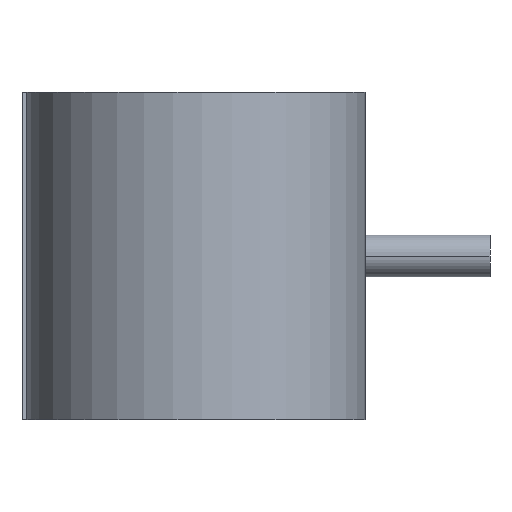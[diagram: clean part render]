
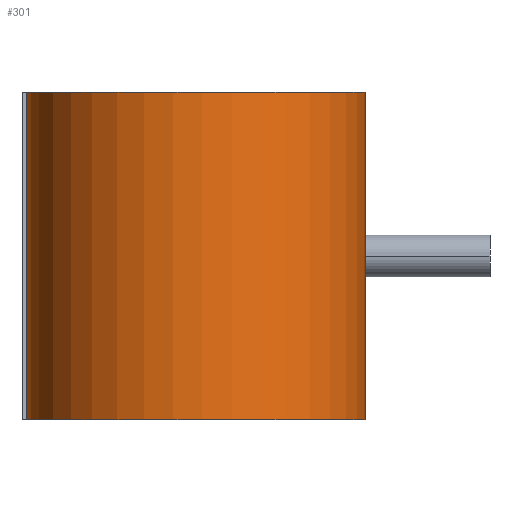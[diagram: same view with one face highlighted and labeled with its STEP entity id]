
A CAD part, front view. The second image highlights one B-rep face of the part: STEP entity #301.
In plain terms, the highlighted cylindrical face has radius 129.267 mm (diameter 258.533 mm), a partial arc.
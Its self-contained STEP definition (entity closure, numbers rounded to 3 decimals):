
#241 = VERTEX_POINT( '', #671 );
#289 = EDGE_CURVE( '', #317, #467, #725, .T. );
#291 = EDGE_CURVE( '', #317, #319, #727, .T. );
#301 = ADVANCED_FACE( '', ( #739 ), #740, .T. );
#317 = VERTEX_POINT( '', #757 );
#319 = VERTEX_POINT( '', #759 );
#361 = EDGE_CURVE( '', #319, #241, #807, .T. );
#431 = EDGE_CURVE( '', #241, #467, #884, .T. );
#467 = VERTEX_POINT( '', #923 );
#671 = CARTESIAN_POINT( '', ( 129.178, 4.8, -125. ) );
#725 = CIRCLE( '', #1255, 129.267 );
#727 = LINE( '', #1258, #1259 );
#739 = FACE_OUTER_BOUND( '', #1274, .T. );
#740 = CYLINDRICAL_SURFACE( '', #1275, 129.267 );
#757 = CARTESIAN_POINT( '', ( -129.178, -4.8, 125. ) );
#759 = CARTESIAN_POINT( '', ( -129.178, -4.8, -125. ) );
#807 = CIRCLE( '', #1414, 129.267 );
#884 = LINE( '', #1520, #1521 );
#923 = CARTESIAN_POINT( '', ( 129.178, 4.8, 125. ) );
#1255 = AXIS2_PLACEMENT_3D( '', #2288, #2289, #2290 );
#1258 = CARTESIAN_POINT( '', ( -129.178, -4.8, 125. ) );
#1259 = VECTOR( '', #2291, 1. );
#1274 = EDGE_LOOP( '', ( #2312, #2313, #2314, #2315 ) );
#1275 = AXIS2_PLACEMENT_3D( '', #2316, #2317, #2318 );
#1414 = AXIS2_PLACEMENT_3D( '', #2411, #2412, #2413 );
#1520 = CARTESIAN_POINT( '', ( 129.178, 4.8, 125. ) );
#1521 = VECTOR( '', #2507, 1. );
#2288 = CARTESIAN_POINT( '', ( 0., 0., 125. ) );
#2289 = DIRECTION( '', ( 0., 0., 1. ) );
#2290 = DIRECTION( '', ( -0.999, -0.037, 0. ) );
#2291 = DIRECTION( '', ( 0., 0., -1. ) );
#2312 = ORIENTED_EDGE( '', *, *, #431, .T. );
#2313 = ORIENTED_EDGE( '', *, *, #289, .F. );
#2314 = ORIENTED_EDGE( '', *, *, #291, .T. );
#2315 = ORIENTED_EDGE( '', *, *, #361, .T. );
#2316 = CARTESIAN_POINT( '', ( 0., 0., 125. ) );
#2317 = DIRECTION( '', ( 0., 0., 1. ) );
#2318 = DIRECTION( '', ( -0.999, -0.037, 0. ) );
#2411 = CARTESIAN_POINT( '', ( 0., 0., -125. ) );
#2412 = DIRECTION( '', ( 0., 0., 1. ) );
#2413 = DIRECTION( '', ( -0.999, -0.037, 0. ) );
#2507 = DIRECTION( '', ( 0., 0., 1. ) );
